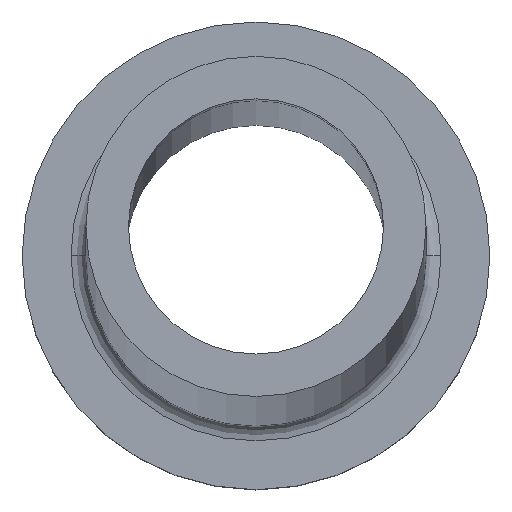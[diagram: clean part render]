
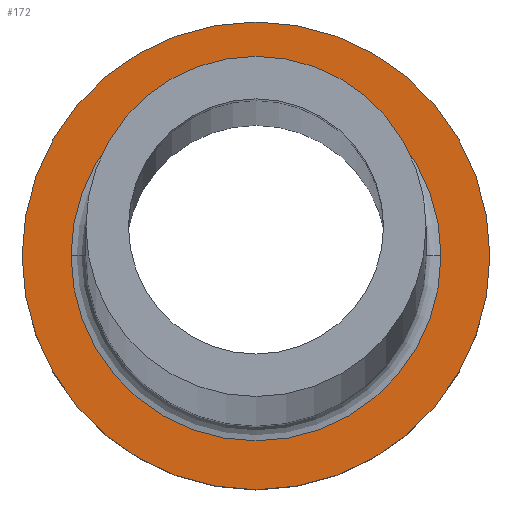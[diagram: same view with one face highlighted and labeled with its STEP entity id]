
A CAD part, top view. The second image highlights one B-rep face of the part: STEP entity #172.
In plain terms, the highlighted planar face has unit normal (0, 0, 1).
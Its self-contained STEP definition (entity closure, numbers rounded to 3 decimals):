
#7 = DIRECTION ( 'NONE',  ( 0., 0., 1. ) ) ;
#18 = ORIENTED_EDGE ( 'NONE', *, *, #423, .T. ) ;
#22 = VERTEX_POINT ( 'NONE', #217 ) ;
#23 = AXIS2_PLACEMENT_3D ( 'NONE', #319, #7, #390 ) ;
#25 = CARTESIAN_POINT ( 'NONE',  ( -11., 0., 7. ) ) ;
#30 = DIRECTION ( 'NONE',  ( 1., 0., 0. ) ) ;
#65 = DIRECTION ( 'NONE',  ( 0., 0., -1. ) ) ;
#69 = CARTESIAN_POINT ( 'NONE',  ( 0., 0., 7. ) ) ;
#74 = FACE_OUTER_BOUND ( 'NONE', #305, .T. ) ;
#105 = CARTESIAN_POINT ( 'NONE',  ( -8.7, 0., 7. ) ) ;
#108 = DIRECTION ( 'NONE',  ( 1., 0., 0. ) ) ;
#111 = CIRCLE ( 'NONE', #23, 11. ) ;
#127 = EDGE_CURVE ( 'NONE', #446, #209, #242, .T. ) ;
#168 = AXIS2_PLACEMENT_3D ( 'NONE', #427, #253, #389 ) ;
#172 = ADVANCED_FACE ( 'NONE', ( #451, #74 ), #417, .T. ) ;
#175 = AXIS2_PLACEMENT_3D ( 'NONE', #457, #383, #30 ) ;
#176 = ORIENTED_EDGE ( 'NONE', *, *, #218, .T. ) ;
#209 = VERTEX_POINT ( 'NONE', #105 ) ;
#217 = CARTESIAN_POINT ( 'NONE',  ( 11., 0., 7. ) ) ;
#218 = EDGE_CURVE ( 'NONE', #209, #446, #419, .T. ) ;
#242 = CIRCLE ( 'NONE', #168, 8.7 ) ;
#253 = DIRECTION ( 'NONE',  ( 0., 0., -1. ) ) ;
#261 = CARTESIAN_POINT ( 'NONE',  ( 8.7, 0., 7. ) ) ;
#305 = EDGE_LOOP ( 'NONE', ( #351, #18 ) ) ;
#315 = EDGE_CURVE ( 'NONE', #376, #22, #378, .T. ) ;
#318 = ORIENTED_EDGE ( 'NONE', *, *, #127, .T. ) ;
#319 = CARTESIAN_POINT ( 'NONE',  ( 0., 0., 7. ) ) ;
#334 = AXIS2_PLACEMENT_3D ( 'NONE', #353, #447, #108 ) ;
#351 = ORIENTED_EDGE ( 'NONE', *, *, #315, .T. ) ;
#353 = CARTESIAN_POINT ( 'NONE',  ( 0., 0., 7. ) ) ;
#355 = DIRECTION ( 'NONE',  ( 1., 0., 0. ) ) ;
#376 = VERTEX_POINT ( 'NONE', #25 ) ;
#378 = CIRCLE ( 'NONE', #334, 11. ) ;
#383 = DIRECTION ( 'NONE',  ( 0., 0., 1. ) ) ;
#389 = DIRECTION ( 'NONE',  ( 1., 0., 0. ) ) ;
#390 = DIRECTION ( 'NONE',  ( 1., 0., 0. ) ) ;
#413 = EDGE_LOOP ( 'NONE', ( #318, #176 ) ) ;
#415 = AXIS2_PLACEMENT_3D ( 'NONE', #69, #65, #355 ) ;
#417 = PLANE ( 'NONE',  #175 ) ;
#419 = CIRCLE ( 'NONE', #415, 8.7 ) ;
#423 = EDGE_CURVE ( 'NONE', #22, #376, #111, .T. ) ;
#427 = CARTESIAN_POINT ( 'NONE',  ( 0., 0., 7. ) ) ;
#446 = VERTEX_POINT ( 'NONE', #261 ) ;
#447 = DIRECTION ( 'NONE',  ( 0., 0., 1. ) ) ;
#451 = FACE_BOUND ( 'NONE', #413, .T. ) ;
#457 = CARTESIAN_POINT ( 'NONE',  ( 0., 0., 7. ) ) ;
